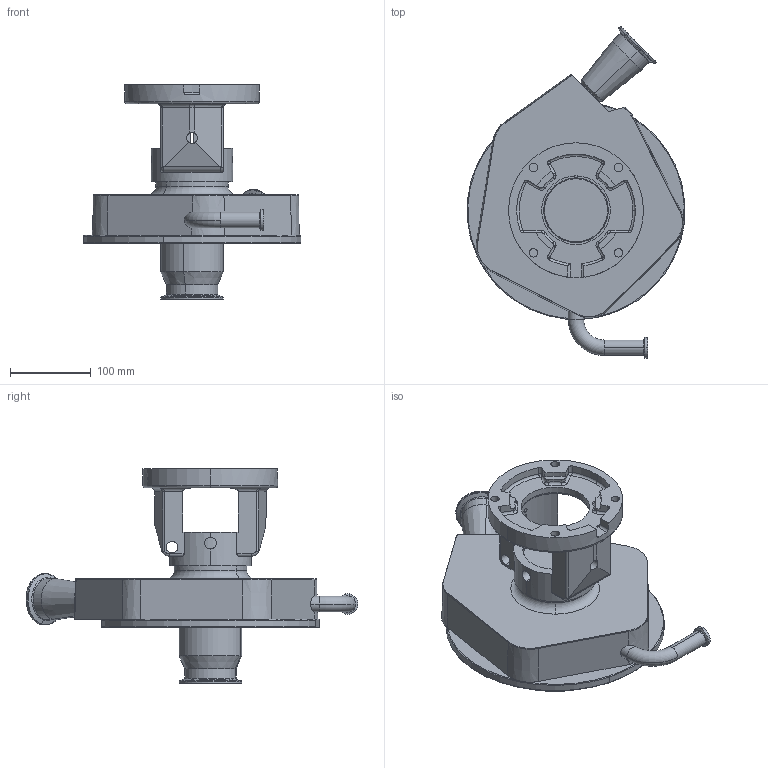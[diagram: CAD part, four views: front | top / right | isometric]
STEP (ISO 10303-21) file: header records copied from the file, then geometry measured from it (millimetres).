
FILE_DESCRIPTION (( 'STEP AP214' ), '1' );
FILE_NAME ('FPR 1741-1742 140TC 45L 3-4 IN ELBOW LEFT DRAIN.STEP', '2023-01-11T18:02:49', ( '' ), ( '' ), 'SwSTEP 2.0', 'SolidWorks 2021', '' );
FILE_SCHEMA (( 'AUTOMOTIVE_DESIGN' ));
Length unit declared in the file: millimetre
Products named in the file (1): FPR 1741-1742 140TC 45L 3-4 IN ELBOW LEFT DRAIN
Bounding box: 269.09 x 411.02 x 265.5 mm (x, y, z)
Volume: 2702911.7 mm3; surface area: 485535.5 mm2
Topology: 1 solids, 6 shells, 466 faces, 1111 edges, 652 vertices
Faces by surface type: cylinder 181, torus 114, plane 86, cone 75, bspline 7, sphere 3
Entity records: 15284 total; most frequent: CARTESIAN_POINT 4333, DIRECTION 2514, ORIENTED_EDGE 2186, EDGE_CURVE 1093, AXIS2_PLACEMENT_3D 1063, VERTEX_POINT 652, CIRCLE 603, EDGE_LOOP 509
